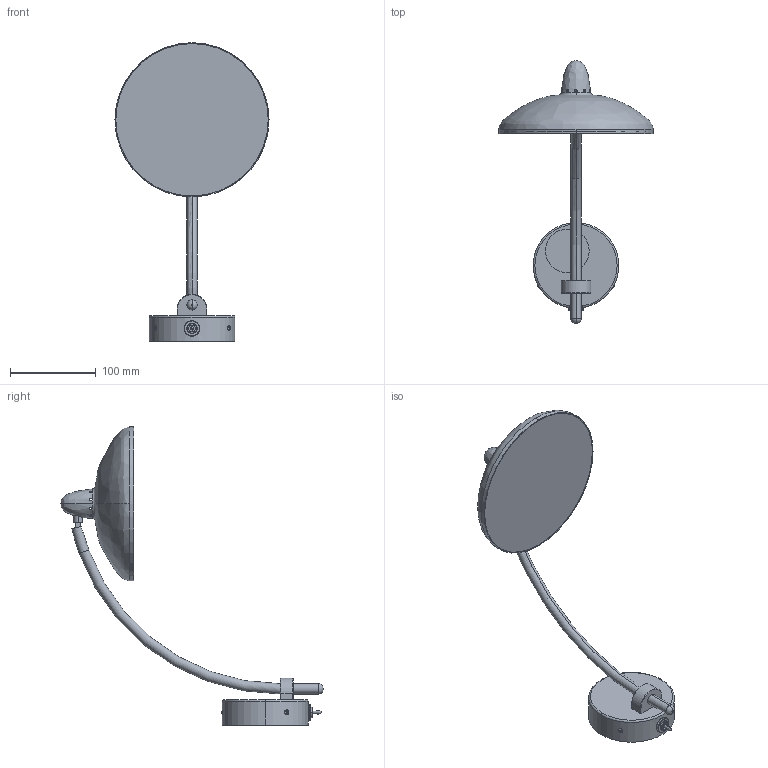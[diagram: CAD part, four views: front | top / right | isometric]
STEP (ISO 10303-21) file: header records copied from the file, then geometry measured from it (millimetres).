
FILE_DESCRIPTION (( 'STEP AP203' ), '1' );
FILE_NAME ('SE 14 W1._exported.step', '2025-02-09T09:03:37', ( '' ), ( '' ), 'SwSTEP 2.0', 'SolidWorks 2023', '' );
FILE_SCHEMA (( 'CONFIG_CONTROL_DESIGN' ));
Length unit declared in the file: millimetre
Products named in the file (1): SE 14 W1._exported
Bounding box: 180 x 306.13 x 348.72 mm (x, y, z)
Surface area: 167370.7 mm2 (no closed solid volume)
Topology: 0 solids, 17 shells, 220 faces, 789 edges, 576 vertices
Faces by surface type: cylinder 132, plane 38, cone 17, torus 15, bspline 12, sphere 6
Entity records: 13067 total; most frequent: CARTESIAN_POINT 6485, DIRECTION 1421, ORIENTED_EDGE 1155, EDGE_CURVE 785, AXIS2_PLACEMENT_3D 600, VERTEX_POINT 576, CIRCLE 391, EDGE_LOOP 256
